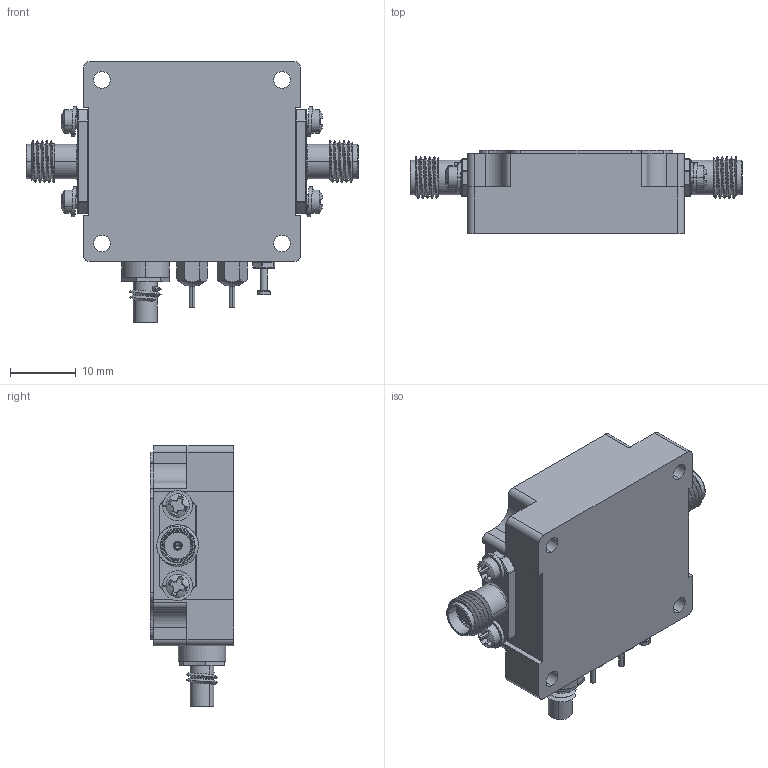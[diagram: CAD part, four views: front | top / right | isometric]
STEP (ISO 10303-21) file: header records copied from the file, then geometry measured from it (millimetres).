
FILE_DESCRIPTION (( 'STEP AP214' ), '1' );
FILE_NAME ('P1T_DC40G_65_T_292FF_1NS.STEP', '2022-02-17T16:14:42', ( '' ), ( '' ), 'SwSTEP 2.0', 'SolidWorks 2021', '' );
FILE_SCHEMA (( 'AUTOMOTIVE_DESIGN' ));
Length unit declared in the file: inch
Products named in the file (1): P1T_DC40G_65_T_292FF_1NS
Bounding box: 50.55 x 12.7 x 39.73 mm (x, y, z)
Volume: 12630.9 mm3; surface area: 5862.9 mm2
Topology: 21 solids, 21 shells, 691 faces, 1646 edges, 978 vertices
Faces by surface type: cylinder 244, plane 213, torus 102, sphere 63, cone 45, bspline 24
Entity records: 22102 total; most frequent: CARTESIAN_POINT 6078, DIRECTION 3516, ORIENTED_EDGE 3196, EDGE_CURVE 1598, AXIS2_PLACEMENT_3D 1453, VERTEX_POINT 978, CIRCLE 785, EDGE_LOOP 738
